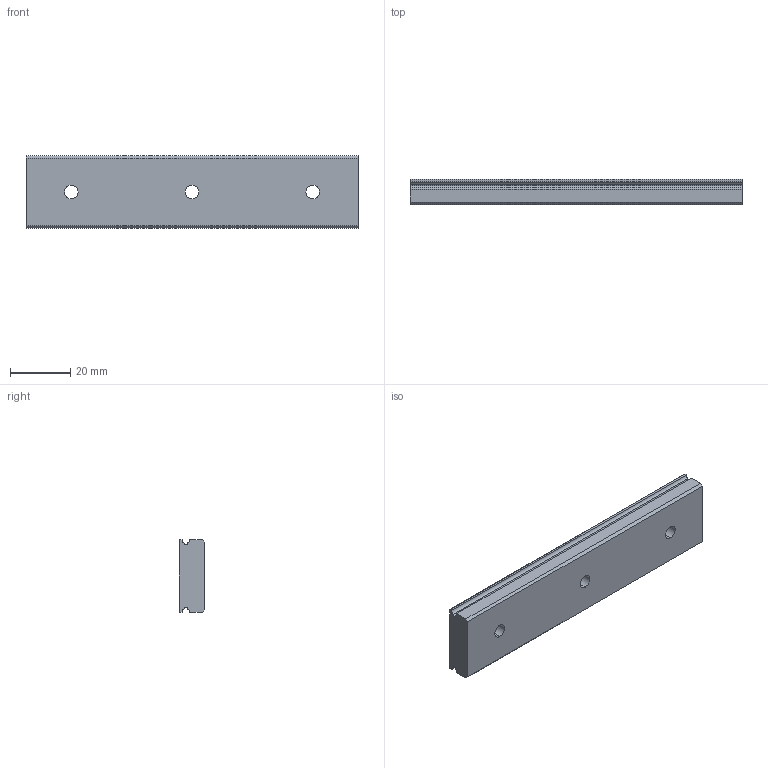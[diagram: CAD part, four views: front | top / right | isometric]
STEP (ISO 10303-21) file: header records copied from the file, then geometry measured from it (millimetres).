
FILE_DESCRIPTION (( 'STEP AP203' ), '1' );
FILE_NAME ('12WN-rail.STEP', '2009-07-30T08:35:03', ( 'cpc' ), ( '' ), 'SwSTEP 2.0', 'SolidWorks 2007', '' );
FILE_SCHEMA (( 'CONFIG_CONTROL_DESIGN' ));
Length unit declared in the file: millimetre
Products named in the file (1): 12WN-rail
Bounding box: 110 x 8.5 x 24 mm (x, y, z)
Volume: 20864.5 mm3; surface area: 8269 mm2
Topology: 1 solids, 1 shells, 40 faces, 99 edges, 64 vertices
Faces by surface type: cylinder 21, plane 13, cone 6
Entity records: 1292 total; most frequent: DIRECTION 229, CARTESIAN_POINT 204, ORIENTED_EDGE 198, EDGE_CURVE 99, AXIS2_PLACEMENT_3D 89, VERTEX_POINT 64, VECTOR 51, LINE 51
